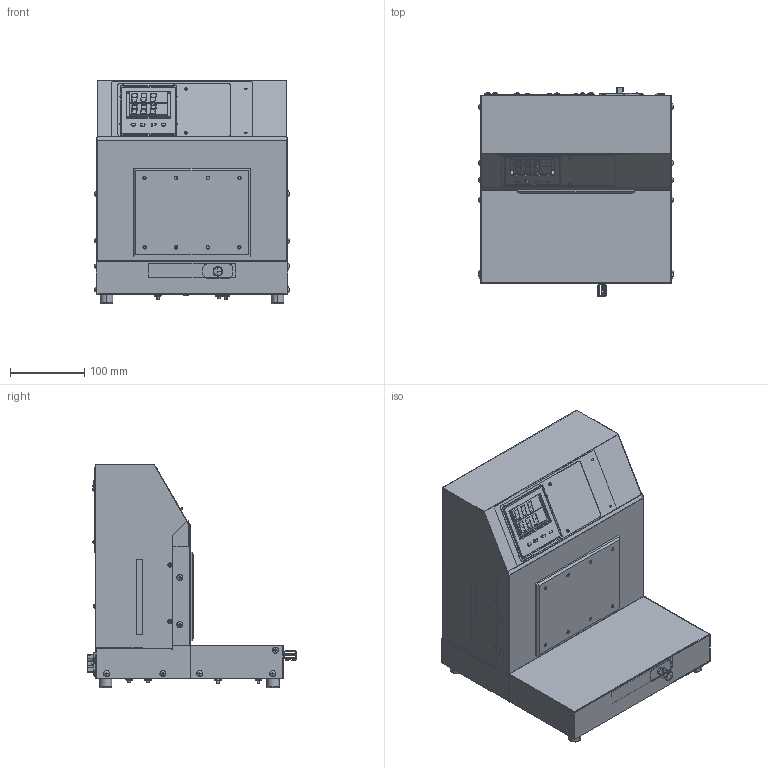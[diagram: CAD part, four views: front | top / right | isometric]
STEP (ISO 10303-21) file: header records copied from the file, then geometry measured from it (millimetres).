
FILE_DESCRIPTION (( 'STEP AP203' ), '1' );
FILE_NAME ('AHP-301MSP.STEP', '2017-04-21T13:39:37', ( '' ), ( '' ), 'SwSTEP 2.0', 'SolidWorks 2017', '' );
FILE_SCHEMA (( 'CONFIG_CONTROL_DESIGN' ));
Products named in the file (1): AHP-301MSP
Bounding box: 262.9 x 283.39 x 302.23 mm (x, y, z)
Surface area: 1072679.2 mm2 (no closed solid volume)
Topology: 0 solids, 200 shells, 1005 faces, 5677 edges, 4745 vertices
Faces by surface type: plane 554, cylinder 242, sphere 70, bspline 64, cone 45, torus 30
Entity records: 60881 total; most frequent: CARTESIAN_POINT 17140, DIRECTION 9349, ORIENTED_EDGE 7016, EDGE_CURVE 5676, VERTEX_POINT 4745, AXIS2_PLACEMENT_3D 3140, LINE 3069, VECTOR 3069
